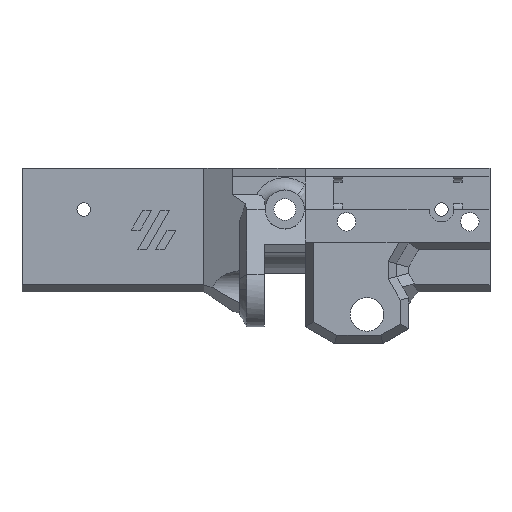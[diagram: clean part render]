
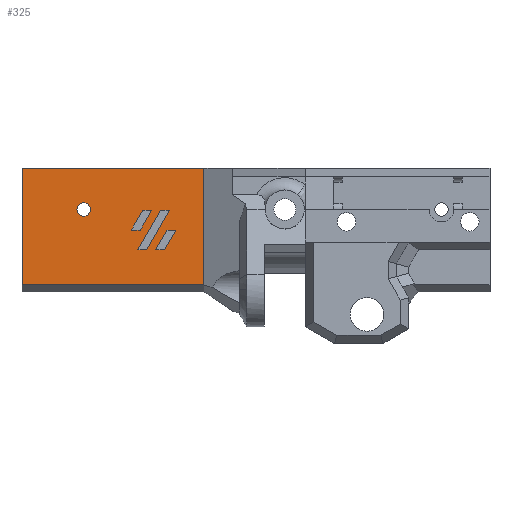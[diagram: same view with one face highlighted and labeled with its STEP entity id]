
A CAD part, top view. The second image highlights one B-rep face of the part: STEP entity #325.
In plain terms, the highlighted planar face has unit normal (0, 0, 1).
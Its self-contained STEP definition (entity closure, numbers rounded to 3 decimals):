
#325 = ADVANCED_FACE ( 'NONE', ( #1207, #1264, #1240, #1224, #1261 ), #1527, .T. ) ;
#353 = CARTESIAN_POINT ( 'NONE',  ( 146.288, -19.78, 3. ) ) ;
#354 = CARTESIAN_POINT ( 'NONE',  ( 151.213, -15., 3. ) ) ;
#395 = CARTESIAN_POINT ( 'NONE',  ( 149.048, -15., 3. ) ) ;
#401 = CARTESIAN_POINT ( 'NONE',  ( 158.04, -30., 3. ) ) ;
#432 = DIRECTION ( 'NONE',  ( 0., -1., 0. ) ) ;
#601 = CARTESIAN_POINT ( 'NONE',  ( 113.8, 0., 3. ) ) ;
#640 = CARTESIAN_POINT ( 'NONE',  ( 158.04, 0., 3. ) ) ;
#644 = EDGE_CURVE ( 'NONE', #3742, #1856, #1234, .T. ) ;
#646 = EDGE_CURVE ( 'NONE', #3741, #3762, #1220, .T. ) ;
#661 = EDGE_CURVE ( 'NONE', #2438, #2444, #1290, .T. ) ;
#662 = EDGE_CURVE ( 'NONE', #2461, #2438, #1277, .T. ) ;
#663 = EDGE_CURVE ( 'NONE', #2663, #2640, #1285, .T. ) ;
#666 = EDGE_CURVE ( 'NONE', #3766, #3748, #1291, .T. ) ;
#669 = EDGE_CURVE ( 'NONE', #3744, #3743, #1275, .T. ) ;
#670 = EDGE_CURVE ( 'NONE', #2523, #3742, #1288, .T. ) ;
#679 = EDGE_CURVE ( 'NONE', #2490, #2461, #1302, .T. ) ;
#682 = EDGE_CURVE ( 'NONE', #3762, #3766, #1336, .T. ) ;
#684 = EDGE_CURVE ( 'NONE', #3743, #3799, #1366, .T. ) ;
#688 = EDGE_CURVE ( 'NONE', #2640, #2663, #1358, .T. ) ;
#689 = EDGE_CURVE ( 'NONE', #3799, #3783, #1333, .T. ) ;
#693 = EDGE_CURVE ( 'NONE', #2444, #2490, #1372, .T. ) ;
#698 = EDGE_CURVE ( 'NONE', #3783, #3744, #1373, .T. ) ;
#701 = EDGE_CURVE ( 'NONE', #3748, #3741, #1321, .T. ) ;
#704 = EDGE_CURVE ( 'NONE', #1856, #2406, #1339, .T. ) ;
#722 = EDGE_CURVE ( 'NONE', #2406, #2523, #1389, .T. ) ;
#1024 = AXIS2_PLACEMENT_3D ( 'NONE', #1505, #1521, #1498 ) ;
#1070 = AXIS2_PLACEMENT_3D ( 'NONE', #1546, #1568, #1549 ) ;
#1077 = AXIS2_PLACEMENT_3D ( 'NONE', #1640, #1630, #1653 ) ;
#1116 = VECTOR ( 'NONE', #432, 1000. ) ;
#1207 = FACE_BOUND ( 'NONE', #3582, .T. ) ;
#1220 = LINE ( 'NONE', #1540, #1293 ) ;
#1224 = FACE_BOUND ( 'NONE', #3580, .T. ) ;
#1234 = LINE ( 'NONE', #1536, #1242 ) ;
#1240 = FACE_BOUND ( 'NONE', #3579, .T. ) ;
#1242 = VECTOR ( 'NONE', #1538, 1000. ) ;
#1261 = FACE_OUTER_BOUND ( 'NONE', #3656, .T. ) ;
#1264 = FACE_BOUND ( 'NONE', #3576, .T. ) ;
#1272 = VECTOR ( 'NONE', #1586, 1000. ) ;
#1275 = LINE ( 'NONE', #1617, #1310 ) ;
#1277 = LINE ( 'NONE', #1558, #1278 ) ;
#1278 = VECTOR ( 'NONE', #1560, 1000. ) ;
#1285 = CIRCLE ( 'NONE', #1070, 1.65 ) ;
#1288 = LINE ( 'NONE', #1614, #1315 ) ;
#1290 = LINE ( 'NONE', #1565, #1272 ) ;
#1291 = LINE ( 'NONE', #1561, #1303 ) ;
#1293 = VECTOR ( 'NONE', #1500, 1000. ) ;
#1302 = LINE ( 'NONE', #1604, #1345 ) ;
#1303 = VECTOR ( 'NONE', #1562, 1000. ) ;
#1310 = VECTOR ( 'NONE', #1616, 1000. ) ;
#1315 = VECTOR ( 'NONE', #1626, 1000. ) ;
#1321 = LINE ( 'NONE', #1661, #1338 ) ;
#1332 = VECTOR ( 'NONE', #1671, 1000. ) ;
#1333 = LINE ( 'NONE', #1631, #1341 ) ;
#1336 = LINE ( 'NONE', #1607, #1362 ) ;
#1337 = VECTOR ( 'NONE', #1636, 1000. ) ;
#1338 = VECTOR ( 'NONE', #1672, 1000. ) ;
#1339 = LINE ( 'NONE', #1684, #1332 ) ;
#1341 = VECTOR ( 'NONE', #1662, 1000. ) ;
#1345 = VECTOR ( 'NONE', #1605, 1000. ) ;
#1353 = VECTOR ( 'NONE', #1649, 1000. ) ;
#1358 = CIRCLE ( 'NONE', #1077, 1.65 ) ;
#1362 = VECTOR ( 'NONE', #1624, 1000. ) ;
#1364 = VECTOR ( 'NONE', #1654, 1000. ) ;
#1366 = LINE ( 'NONE', #1641, #1353 ) ;
#1372 = LINE ( 'NONE', #1643, #1364 ) ;
#1373 = LINE ( 'NONE', #1652, #1337 ) ;
#1389 = LINE ( 'NONE', #401, #1116 ) ;
#1498 = DIRECTION ( 'NONE',  ( -1., 0., 0. ) ) ;
#1500 = DIRECTION ( 'NONE',  ( -1., 0., 0. ) ) ;
#1505 = CARTESIAN_POINT ( 'NONE',  ( 227.6, -30., 3. ) ) ;
#1521 = DIRECTION ( 'NONE',  ( 0., 0., 1. ) ) ;
#1527 = PLANE ( 'NONE',  #1024 ) ;
#1536 = CARTESIAN_POINT ( 'NONE',  ( 113.8, 0., 3. ) ) ;
#1538 = DIRECTION ( 'NONE',  ( 0., 1., 0. ) ) ;
#1540 = CARTESIAN_POINT ( 'NONE',  ( 143.147, -10.22, 3. ) ) ;
#1546 = CARTESIAN_POINT ( 'NONE',  ( 128.8, -10., 3. ) ) ;
#1549 = DIRECTION ( 'NONE',  ( -1., 0., 0. ) ) ;
#1558 = CARTESIAN_POINT ( 'NONE',  ( 151.213, -15., 3. ) ) ;
#1560 = DIRECTION ( 'NONE',  ( -1., 0., 0. ) ) ;
#1561 = CARTESIAN_POINT ( 'NONE',  ( 142.552, -15., 3. ) ) ;
#1562 = DIRECTION ( 'NONE',  ( 1., 0., 0. ) ) ;
#1565 = CARTESIAN_POINT ( 'NONE',  ( 149.048, -15., 3. ) ) ;
#1568 = DIRECTION ( 'NONE',  ( 0., 0., -1. ) ) ;
#1586 = DIRECTION ( 'NONE',  ( -0.5, -0.866, 0. ) ) ;
#1604 = CARTESIAN_POINT ( 'NONE',  ( 148.453, -19.78, 3. ) ) ;
#1605 = DIRECTION ( 'NONE',  ( 0.5, 0.866, 0. ) ) ;
#1607 = CARTESIAN_POINT ( 'NONE',  ( 140.387, -15., 3. ) ) ;
#1614 = CARTESIAN_POINT ( 'NONE',  ( 113.8, -28.268, 3. ) ) ;
#1616 = DIRECTION ( 'NONE',  ( 0.5, 0.866, 0. ) ) ;
#1617 = CARTESIAN_POINT ( 'NONE',  ( 149.642, -10.22, 3. ) ) ;
#1624 = DIRECTION ( 'NONE',  ( -0.5, -0.866, 0. ) ) ;
#1626 = DIRECTION ( 'NONE',  ( -1., 0., 0. ) ) ;
#1630 = DIRECTION ( 'NONE',  ( 0., 0., -1. ) ) ;
#1631 = CARTESIAN_POINT ( 'NONE',  ( 141.958, -19.78, 3. ) ) ;
#1636 = DIRECTION ( 'NONE',  ( 1., 0., 0. ) ) ;
#1640 = CARTESIAN_POINT ( 'NONE',  ( 128.8, -10., 3. ) ) ;
#1641 = CARTESIAN_POINT ( 'NONE',  ( 147.477, -10.22, 3. ) ) ;
#1643 = CARTESIAN_POINT ( 'NONE',  ( 146.288, -19.78, 3. ) ) ;
#1649 = DIRECTION ( 'NONE',  ( -1., 0., 0. ) ) ;
#1652 = CARTESIAN_POINT ( 'NONE',  ( 144.123, -19.78, 3. ) ) ;
#1653 = DIRECTION ( 'NONE',  ( -1., 0., 0. ) ) ;
#1654 = DIRECTION ( 'NONE',  ( 1., 0., 0. ) ) ;
#1661 = CARTESIAN_POINT ( 'NONE',  ( 145.312, -10.22, 3. ) ) ;
#1662 = DIRECTION ( 'NONE',  ( -0.5, -0.866, 0. ) ) ;
#1671 = DIRECTION ( 'NONE',  ( 1., 0., 0. ) ) ;
#1672 = DIRECTION ( 'NONE',  ( 0.5, 0.866, 0. ) ) ;
#1684 = CARTESIAN_POINT ( 'NONE',  ( 227.6, 0., 3. ) ) ;
#1856 = VERTEX_POINT ( 'NONE', #601 ) ;
#2284 = CARTESIAN_POINT ( 'NONE',  ( 148.453, -19.78, 3. ) ) ;
#2347 = CARTESIAN_POINT ( 'NONE',  ( 130.45, -10., 3. ) ) ;
#2351 = CARTESIAN_POINT ( 'NONE',  ( 158.04, -28.268, 3. ) ) ;
#2354 = CARTESIAN_POINT ( 'NONE',  ( 127.15, -10., 3. ) ) ;
#2361 = CARTESIAN_POINT ( 'NONE',  ( 144.123, -19.78, 3. ) ) ;
#2362 = CARTESIAN_POINT ( 'NONE',  ( 143.147, -10.22, 3. ) ) ;
#2385 = CARTESIAN_POINT ( 'NONE',  ( 141.958, -19.78, 3. ) ) ;
#2396 = CARTESIAN_POINT ( 'NONE',  ( 142.552, -15., 3. ) ) ;
#2399 = CARTESIAN_POINT ( 'NONE',  ( 149.642, -10.22, 3. ) ) ;
#2406 = VERTEX_POINT ( 'NONE', #640 ) ;
#2407 = CARTESIAN_POINT ( 'NONE',  ( 113.8, -28.268, 3. ) ) ;
#2429 = CARTESIAN_POINT ( 'NONE',  ( 140.387, -15., 3. ) ) ;
#2433 = CARTESIAN_POINT ( 'NONE',  ( 145.312, -10.22, 3. ) ) ;
#2438 = VERTEX_POINT ( 'NONE', #395 ) ;
#2444 = VERTEX_POINT ( 'NONE', #353 ) ;
#2453 = CARTESIAN_POINT ( 'NONE',  ( 147.477, -10.22, 3. ) ) ;
#2461 = VERTEX_POINT ( 'NONE', #354 ) ;
#2490 = VERTEX_POINT ( 'NONE', #2284 ) ;
#2523 = VERTEX_POINT ( 'NONE', #2351 ) ;
#2640 = VERTEX_POINT ( 'NONE', #2347 ) ;
#2663 = VERTEX_POINT ( 'NONE', #2354 ) ;
#3576 = EDGE_LOOP ( 'NONE', ( #4049, #4063, #4085, #4083 ) ) ;
#3579 = EDGE_LOOP ( 'NONE', ( #4047, #4073, #4022, #4042 ) ) ;
#3580 = EDGE_LOOP ( 'NONE', ( #4048, #4067 ) ) ;
#3582 = EDGE_LOOP ( 'NONE', ( #4091, #4078, #4068, #4064 ) ) ;
#3656 = EDGE_LOOP ( 'NONE', ( #4039, #4060, #4079, #4057 ) ) ;
#3741 = VERTEX_POINT ( 'NONE', #2433 ) ;
#3742 = VERTEX_POINT ( 'NONE', #2407 ) ;
#3743 = VERTEX_POINT ( 'NONE', #2399 ) ;
#3744 = VERTEX_POINT ( 'NONE', #2361 ) ;
#3748 = VERTEX_POINT ( 'NONE', #2396 ) ;
#3762 = VERTEX_POINT ( 'NONE', #2362 ) ;
#3766 = VERTEX_POINT ( 'NONE', #2429 ) ;
#3783 = VERTEX_POINT ( 'NONE', #2385 ) ;
#3799 = VERTEX_POINT ( 'NONE', #2453 ) ;
#4022 = ORIENTED_EDGE ( 'NONE', *, *, #669, .F. ) ;
#4039 = ORIENTED_EDGE ( 'NONE', *, *, #704, .F. ) ;
#4042 = ORIENTED_EDGE ( 'NONE', *, *, #698, .F. ) ;
#4047 = ORIENTED_EDGE ( 'NONE', *, *, #689, .F. ) ;
#4048 = ORIENTED_EDGE ( 'NONE', *, *, #688, .T. ) ;
#4049 = ORIENTED_EDGE ( 'NONE', *, *, #682, .F. ) ;
#4057 = ORIENTED_EDGE ( 'NONE', *, *, #722, .F. ) ;
#4060 = ORIENTED_EDGE ( 'NONE', *, *, #644, .F. ) ;
#4063 = ORIENTED_EDGE ( 'NONE', *, *, #646, .F. ) ;
#4064 = ORIENTED_EDGE ( 'NONE', *, *, #661, .F. ) ;
#4067 = ORIENTED_EDGE ( 'NONE', *, *, #663, .T. ) ;
#4068 = ORIENTED_EDGE ( 'NONE', *, *, #693, .F. ) ;
#4073 = ORIENTED_EDGE ( 'NONE', *, *, #684, .F. ) ;
#4078 = ORIENTED_EDGE ( 'NONE', *, *, #679, .F. ) ;
#4079 = ORIENTED_EDGE ( 'NONE', *, *, #670, .F. ) ;
#4083 = ORIENTED_EDGE ( 'NONE', *, *, #666, .F. ) ;
#4085 = ORIENTED_EDGE ( 'NONE', *, *, #701, .F. ) ;
#4091 = ORIENTED_EDGE ( 'NONE', *, *, #662, .F. ) ;
